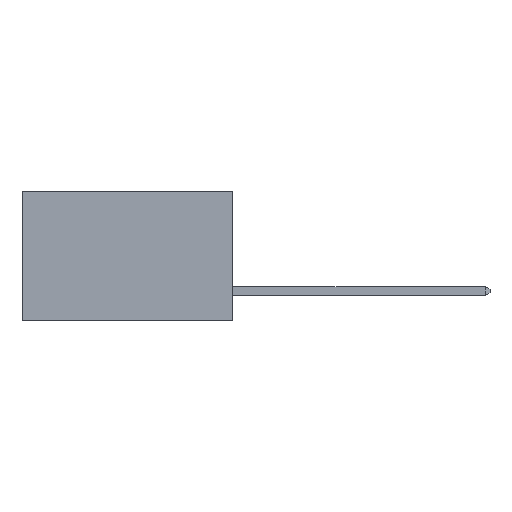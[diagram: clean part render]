
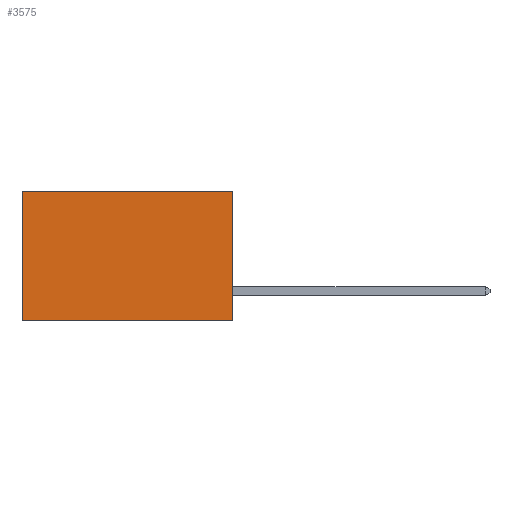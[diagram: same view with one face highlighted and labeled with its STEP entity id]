
A CAD part, left-side view. The second image highlights one B-rep face of the part: STEP entity #3575.
In plain terms, the highlighted planar face has unit normal (-1, 0, 0).
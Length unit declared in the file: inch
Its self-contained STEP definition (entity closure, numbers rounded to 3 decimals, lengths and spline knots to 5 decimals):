
#189 = DIRECTION ( 'NONE',  ( 0., 1., 0. ) ) ;
#271 = EDGE_CURVE ( 'NONE', #2420, #7320, #7254, .T. ) ;
#641 = DIRECTION ( 'NONE',  ( 0., 0., -1. ) ) ;
#2100 = ORIENTED_EDGE ( 'NONE', *, *, #271, .T. ) ;
#2420 = VERTEX_POINT ( 'NONE', #6791 ) ;
#2843 = LINE ( 'NONE', #3849, #5046 ) ;
#3575 = ADVANCED_FACE ( 'NONE', ( #7856 ), #7090, .F. ) ;
#3849 = CARTESIAN_POINT ( 'NONE',  ( 0.2875, 0., 0. ) ) ;
#4029 = VECTOR ( 'NONE', #189, 39.37008 ) ;
#4147 = EDGE_CURVE ( 'NONE', #2420, #8667, #2843, .T. ) ;
#4342 = ORIENTED_EDGE ( 'NONE', *, *, #4147, .F. ) ;
#4429 = AXIS2_PLACEMENT_3D ( 'NONE', #7139, #9267, #9314 ) ;
#4581 = CARTESIAN_POINT ( 'NONE',  ( 0.2875, 0., -0.37 ) ) ;
#4613 = ORIENTED_EDGE ( 'NONE', *, *, #9847, .F. ) ;
#4629 = CARTESIAN_POINT ( 'NONE',  ( 0.2875, 0., -0.37 ) ) ;
#4637 = DIRECTION ( 'NONE',  ( 0., 0., -1. ) ) ;
#4675 = EDGE_CURVE ( 'NONE', #7320, #7873, #5280, .T. ) ;
#5046 = VECTOR ( 'NONE', #641, 39.37008 ) ;
#5241 = VECTOR ( 'NONE', #5664, 39.37008 ) ;
#5280 = LINE ( 'NONE', #5471, #7058 ) ;
#5471 = CARTESIAN_POINT ( 'NONE',  ( 0.2875, 0.6, 0. ) ) ;
#5664 = DIRECTION ( 'NONE',  ( 0., 1., 0. ) ) ;
#5732 = CARTESIAN_POINT ( 'NONE',  ( 0.2875, 0., 0. ) ) ;
#5842 = CARTESIAN_POINT ( 'NONE',  ( 0.2875, 0.6, 0. ) ) ;
#6127 = CARTESIAN_POINT ( 'NONE',  ( 0.2875, 0.6, -0.37 ) ) ;
#6133 = LINE ( 'NONE', #4629, #4029 ) ;
#6670 = ORIENTED_EDGE ( 'NONE', *, *, #4675, .T. ) ;
#6791 = CARTESIAN_POINT ( 'NONE',  ( 0.2875, 0., 0. ) ) ;
#7058 = VECTOR ( 'NONE', #4637, 39.37008 ) ;
#7090 = PLANE ( 'NONE',  #4429 ) ;
#7139 = CARTESIAN_POINT ( 'NONE',  ( 0.2875, 0., 0. ) ) ;
#7254 = LINE ( 'NONE', #5732, #5241 ) ;
#7320 = VERTEX_POINT ( 'NONE', #5842 ) ;
#7856 = FACE_OUTER_BOUND ( 'NONE', #9523, .T. ) ;
#7873 = VERTEX_POINT ( 'NONE', #6127 ) ;
#8667 = VERTEX_POINT ( 'NONE', #4581 ) ;
#9267 = DIRECTION ( 'NONE',  ( 1., 0., 0. ) ) ;
#9314 = DIRECTION ( 'NONE',  ( 0., 0., -1. ) ) ;
#9523 = EDGE_LOOP ( 'NONE', ( #6670, #4613, #4342, #2100 ) ) ;
#9847 = EDGE_CURVE ( 'NONE', #8667, #7873, #6133, .T. ) ;
